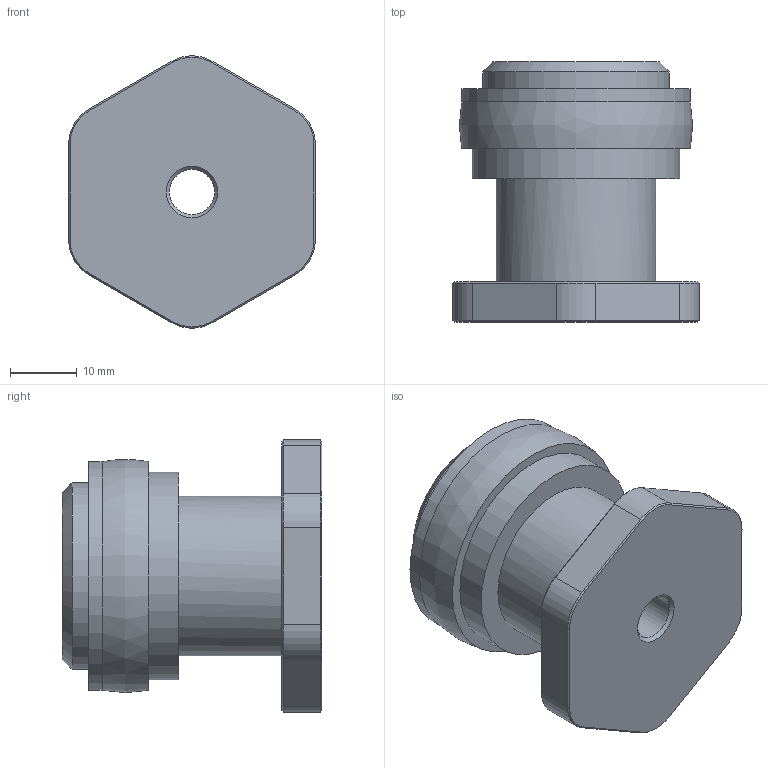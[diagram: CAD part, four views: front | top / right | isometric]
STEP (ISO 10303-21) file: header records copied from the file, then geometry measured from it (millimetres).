
FILE_DESCRIPTION(/* description */ (''),/* implementation_level */ '2;1');
FILE_NAME(/* name */ 'SL1 - 1 - Pin.step',/* time_stamp */ '2019-02-21T12:02:30+01:00',/* author */ (''),/* organization */ (''),/* preprocessor_version */ 'ST-DEVELOPER v17.2',/* originating_system */ 'Autodesk Translation Framework v7.6.0.251',/* authorisation */ '');
FILE_SCHEMA (('AUTOMOTIVE_DESIGN { 1 0 10303 214 3 1 1 }'));
Length unit declared in the file: millimetre
Products named in the file (1): SL1 - 1 - Pin
Bounding box: 37 x 39 x 40.87 mm (x, y, z)
Volume: 26663.6 mm3; surface area: 7687.6 mm2
Topology: 1 solids, 1 shells, 54 faces, 119 edges, 72 vertices
Faces by surface type: plane 25, cone 16, cylinder 12, bspline 1
Full cylindrical faces by diameter (mm): 6.779 x1, 8 x2, 24 x1, 28 x1, 34.3 x1
Entity records: 1542 total; most frequent: DIRECTION 276, CARTESIAN_POINT 272, ORIENTED_EDGE 238, EDGE_CURVE 119, AXIS2_PLACEMENT_3D 103, VERTEX_POINT 72, LINE 70, VECTOR 70
